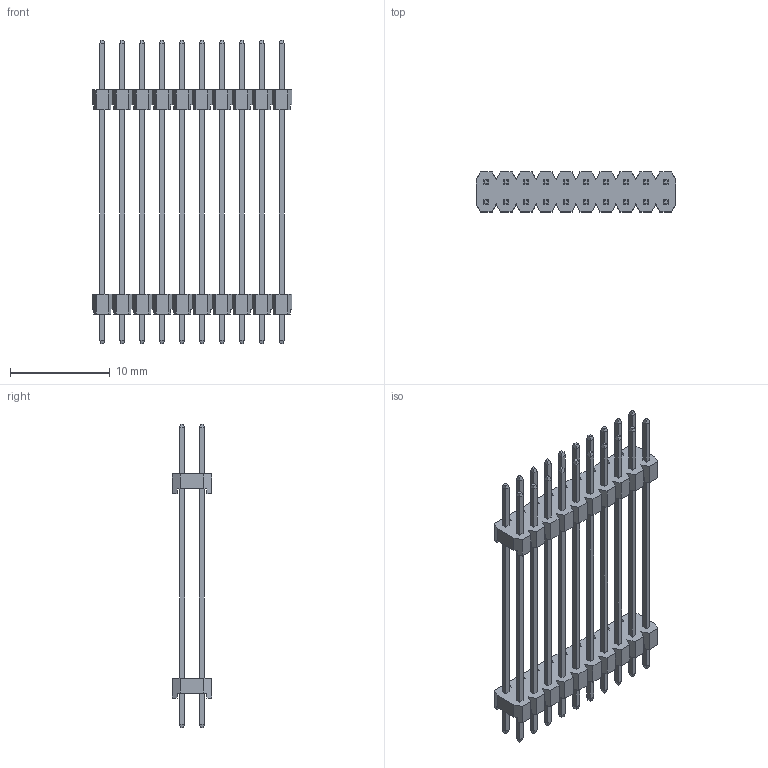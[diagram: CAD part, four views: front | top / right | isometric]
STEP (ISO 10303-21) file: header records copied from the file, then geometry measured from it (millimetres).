
FILE_DESCRIPTION (( 'STEP AP214' ), '1' );
FILE_NAME ('FPH20048-D20S1014150740B-REF.STEP', '2026-01-09T06:45:01', ( '' ), ( '' ), 'SwSTEP 2.0', 'SolidWorks 2021', '' );
FILE_SCHEMA (( 'AUTOMOTIVE_DESIGN' ));
Length unit declared in the file: millimetre
Products named in the file (1): FPH20048-D20S1014150740B-REF
Bounding box: 20 x 4 x 30.5 mm (x, y, z)
Volume: 371.5 mm3; surface area: 1647 mm2
Topology: 1 solids, 1 shells, 648 faces, 1652 edges, 1048 vertices
Faces by surface type: plane 648
Entity records: 19046 total; most frequent: CARTESIAN_POINT 3349, ORIENTED_EDGE 3304, DIRECTION 2950, EDGE_CURVE 1652, VECTOR 1652, LINE 1652, VERTEX_POINT 1048, EDGE_LOOP 728
